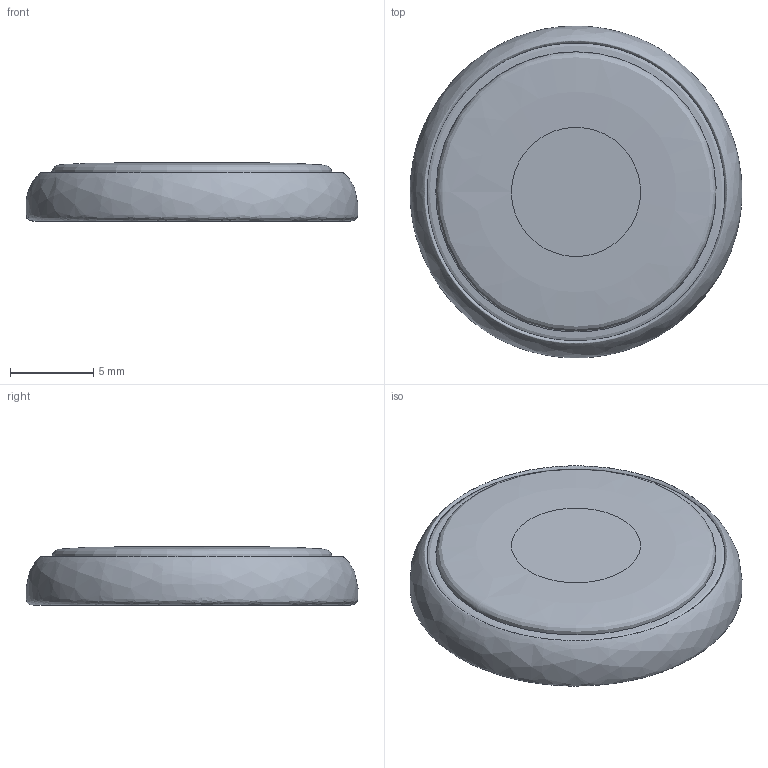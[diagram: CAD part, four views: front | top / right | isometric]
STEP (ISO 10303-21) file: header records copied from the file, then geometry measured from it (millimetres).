
FILE_DESCRIPTION(/* description */ (''),/* implementation_level */ '2;1');
FILE_NAME(/* name */ 'CR2032',/* time_stamp */ '2019-12-31T14:31:24+01:00',/* author */ (''),/* organization */ (''),/* preprocessor_version */ 'ST-DEVELOPER v16.5',/* originating_system */ '',/* authorisation */ '');
FILE_SCHEMA (('AUTOMOTIVE_DESIGN'));
Length unit declared in the file: millimetre
Products named in the file (1): Document
Bounding box: 20 x 20 x 3.5 mm (x, y, z)
Volume: 88 mm3; surface area: 1856.6 mm2
Topology: 2 solids, 33 shells, 38 faces, 335 edges, 329 vertices
Faces by surface type: bspline 32, plane 6
Entity records: 12066 total; most frequent: CARTESIAN_POINT 10288, ORIENTED_EDGE 357, EDGE_CURVE 335, VERTEX_POINT 329, B_SPLINE_CURVE_WITH_KNOTS 182, EDGE_LOOP 64, ADVANCED_FACE 38, FACE_OUTER_BOUND 38
